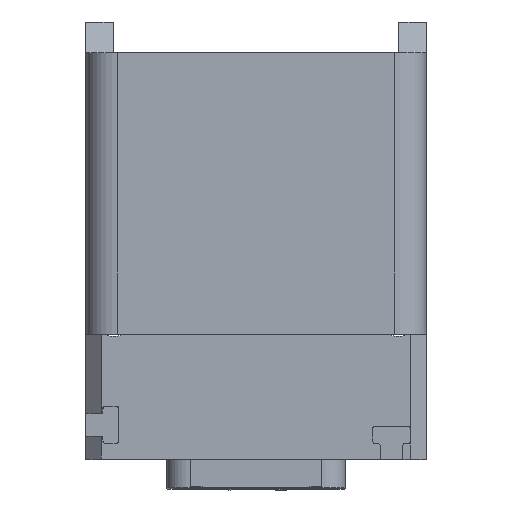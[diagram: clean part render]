
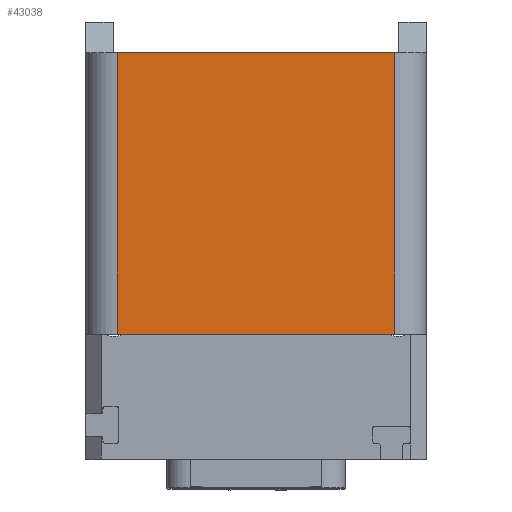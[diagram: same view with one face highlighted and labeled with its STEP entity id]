
A CAD part, top view. The second image highlights one B-rep face of the part: STEP entity #43038.
In plain terms, the highlighted planar face has unit normal (0, 0, 1).
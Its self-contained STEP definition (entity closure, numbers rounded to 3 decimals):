
#3775=DIRECTION('',(1.,0.,0.));
#3776=VECTOR('',#3775,17.8);
#3777=CARTESIAN_POINT('',(-8.9,1.65,15.85));
#3778=LINE('',#3777,#3776);
#3792=DIRECTION('',(0.,-1.,0.));
#3793=VECTOR('',#3792,18.);
#3794=CARTESIAN_POINT('',(8.9,19.65,15.85));
#3795=LINE('',#3794,#3793);
#3809=DIRECTION('',(1.,0.,0.));
#3810=VECTOR('',#3809,17.8);
#3811=CARTESIAN_POINT('',(-8.9,19.65,15.85));
#3812=LINE('',#3811,#3810);
#3813=DIRECTION('',(0.,1.,0.));
#3814=VECTOR('',#3813,18.);
#3815=CARTESIAN_POINT('',(-8.9,1.65,15.85));
#3816=LINE('',#3815,#3814);
#27682=CARTESIAN_POINT('',(-8.9,1.65,15.85));
#27683=CARTESIAN_POINT('',(8.9,1.65,15.85));
#27684=VERTEX_POINT('',#27682);
#27685=VERTEX_POINT('',#27683);
#27870=CARTESIAN_POINT('',(-8.9,19.65,15.85));
#27871=VERTEX_POINT('',#27870);
#27872=CARTESIAN_POINT('',(8.9,19.65,15.85));
#27873=VERTEX_POINT('',#27872);
#43025=CARTESIAN_POINT('',(-10.9,21.65,15.85));
#43026=DIRECTION('',(0.,0.,1.));
#43027=DIRECTION('',(0.,-1.,0.));
#43028=AXIS2_PLACEMENT_3D('',#43025,#43026,#43027);
#43029=PLANE('',#43028);
#43031=ORIENTED_EDGE('',*,*,#43030,.T.);
#43033=ORIENTED_EDGE('',*,*,#43032,.T.);
#43034=ORIENTED_EDGE('',*,*,#43014,.T.);
#43035=ORIENTED_EDGE('',*,*,#42986,.F.);
#43036=EDGE_LOOP('',(#43031,#43033,#43034,#43035));
#43037=FACE_OUTER_BOUND('',#43036,.F.);
#43038=ADVANCED_FACE('',(#43037),#43029,.T.);
#42986=EDGE_CURVE('',#27684,#27685,#3778,.T.);
#43014=EDGE_CURVE('',#27873,#27685,#3795,.T.);
#43030=EDGE_CURVE('',#27684,#27871,#3816,.T.);
#43032=EDGE_CURVE('',#27871,#27873,#3812,.T.);
